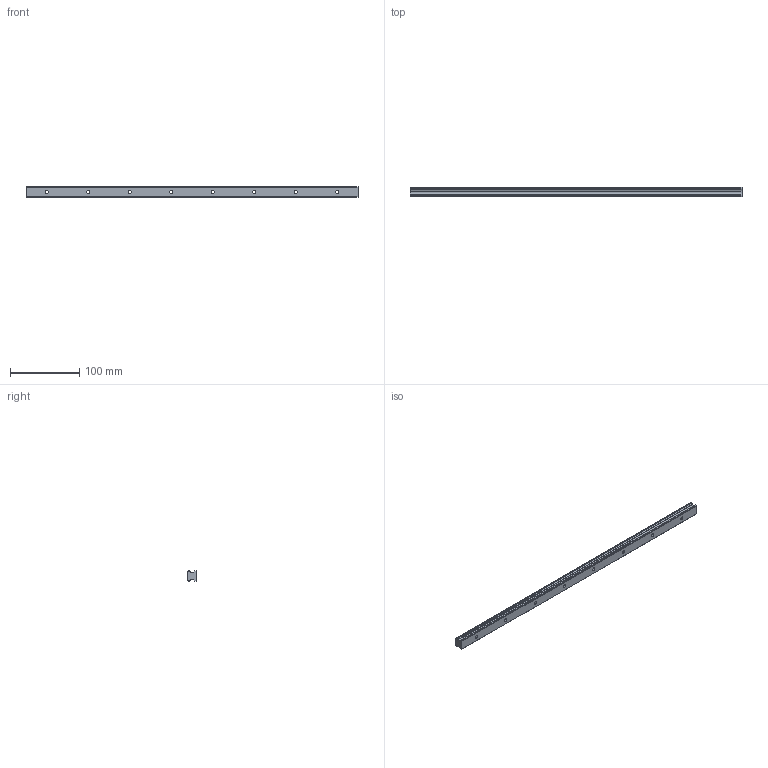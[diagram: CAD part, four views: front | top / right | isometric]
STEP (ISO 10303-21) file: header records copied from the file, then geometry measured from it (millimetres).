
FILE_DESCRIPTION (( 'STEP AP214' ), '1' );
FILE_NAME ('SHS15 480L G30.STEP', '2021-05-25T09:42:42', ( '' ), ( '' ), 'SwSTEP 2.0', 'SolidWorks 2021', '' );
FILE_SCHEMA (( 'AUTOMOTIVE_DESIGN' ));
Length unit declared in the file: millimetre
Products named in the file (2): _SHS15C48030 Track; SHS15 480L G30
Assembly tree (1 placements, depth 2):
  SHS15 480L G30
    _SHS15C48030 Track
Bounding box: 480 x 13 x 15 mm (x, y, z)
Volume: 77626 mm3; surface area: 29116.7 mm2
Topology: 1 solids, 1 shells, 85 faces, 225 edges, 150 vertices
Faces by surface type: cylinder 55, plane 30
Entity records: 2787 total; most frequent: DIRECTION 513, CARTESIAN_POINT 464, ORIENTED_EDGE 450, EDGE_CURVE 225, AXIS2_PLACEMENT_3D 199, VERTEX_POINT 150, VECTOR 115, LINE 115
